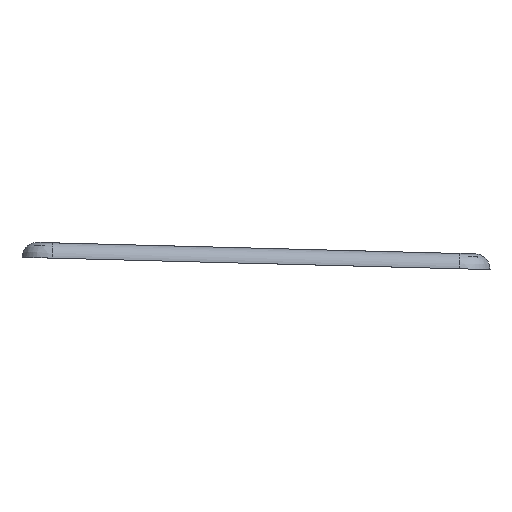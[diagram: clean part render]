
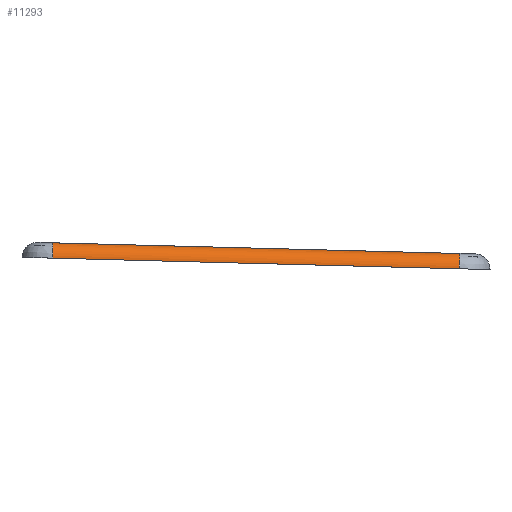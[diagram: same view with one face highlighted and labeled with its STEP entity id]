
A CAD part, left-side view. The second image highlights one B-rep face of the part: STEP entity #11293.
In plain terms, the highlighted cylindrical face has radius 5 mm (diameter 10 mm), a partial arc.
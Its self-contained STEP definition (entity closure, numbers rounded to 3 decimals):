
#82=CIRCLE('',#11579,5.);
#84=CIRCLE('',#11582,5.);
#121=CYLINDRICAL_SURFACE('',#11581,5.);
#1167=FACE_OUTER_BOUND('',#1794,.T.);
#1794=EDGE_LOOP('',(#9995,#9996,#9997,#9998));
#2668=LINE('',#23068,#3508);
#2669=LINE('',#23071,#3509);
#3508=VECTOR('',#12985,10.);
#3509=VECTOR('',#12988,10.);
#5415=VERTEX_POINT('',#23061);
#5416=VERTEX_POINT('',#23063);
#5417=VERTEX_POINT('',#23067);
#5418=VERTEX_POINT('',#23069);
#7099=EDGE_CURVE('',#5415,#5416,#82,.T.);
#7101=EDGE_CURVE('',#5415,#5417,#2668,.T.);
#7102=EDGE_CURVE('',#5417,#5418,#84,.T.);
#7103=EDGE_CURVE('',#5418,#5416,#2669,.T.);
#9995=ORIENTED_EDGE('',*,*,#7099,.F.);
#9996=ORIENTED_EDGE('',*,*,#7101,.T.);
#9997=ORIENTED_EDGE('',*,*,#7102,.T.);
#9998=ORIENTED_EDGE('',*,*,#7103,.T.);
#11293=ADVANCED_FACE('',(#1167),#121,.T.);
#11579=AXIS2_PLACEMENT_3D('',#23064,#12979,#12980);
#11581=AXIS2_PLACEMENT_3D('',#23066,#12983,#12984);
#11582=AXIS2_PLACEMENT_3D('',#23070,#12986,#12987);
#12979=DIRECTION('center_axis',(0.,1.,0.026));
#12980=DIRECTION('ref_axis',(-1.,0.,0.));
#12983=DIRECTION('center_axis',(0.,-1.,
-0.026));
#12984=DIRECTION('ref_axis',(-0.707,-0.019,0.707));
#12985=DIRECTION('',(0.,-1.,-0.026));
#12986=DIRECTION('center_axis',(0.,1.,0.026));
#12987=DIRECTION('ref_axis',(-1.,0.,0.));
#12988=DIRECTION('',(0.,1.,0.026));
#23061=CARTESIAN_POINT('',(-122.665,195.878,21.243));
#23063=CARTESIAN_POINT('',(-117.665,195.747,26.242));
#23064=CARTESIAN_POINT('Origin',(-117.665,195.878,21.243));
#23066=CARTESIAN_POINT('Origin',(-117.665,162.639,20.373));
#23067=CARTESIAN_POINT('',(-122.665,62.924,17.762));
#23068=CARTESIAN_POINT('',(-122.665,62.924,17.762));
#23069=CARTESIAN_POINT('',(-117.665,62.793,22.76));
#23070=CARTESIAN_POINT('Origin',(-117.665,62.924,17.762));
#23071=CARTESIAN_POINT('',(-117.665,162.509,25.371));
